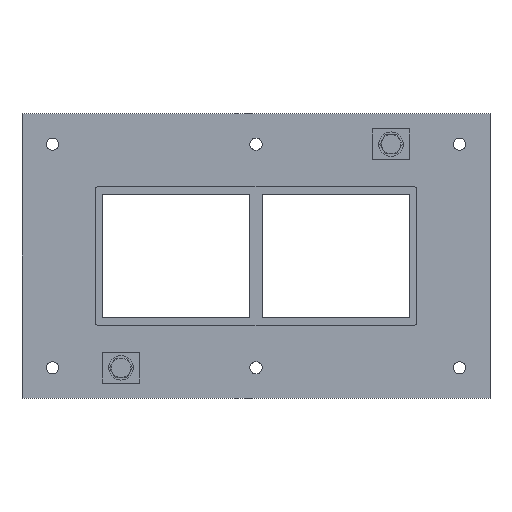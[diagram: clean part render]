
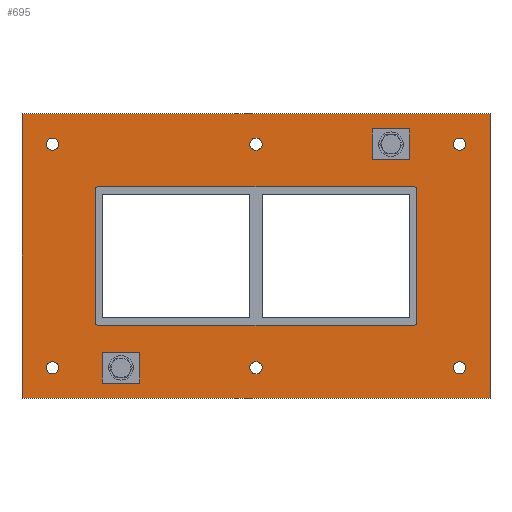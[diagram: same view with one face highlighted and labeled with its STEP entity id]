
A CAD part, front view. The second image highlights one B-rep face of the part: STEP entity #695.
In plain terms, the highlighted planar face has unit normal (0, -1, 0).
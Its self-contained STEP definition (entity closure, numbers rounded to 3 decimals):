
#84=CARTESIAN_POINT('',(-161.5,0.0,-91.5));
#85=VERTEX_POINT('',#84);
#86=CARTESIAN_POINT('',(-166.5,0.0,-91.5));
#87=DIRECTION('',(0.0,1.0,0.0));
#88=DIRECTION('',(1.0,0.0,0.0));
#89=AXIS2_PLACEMENT_3D('',#86,#87,#88);
#90=CIRCLE('',#89,5.0);
#91=EDGE_CURVE('',#85,#85,#90,.T.);
#112=CARTESIAN_POINT('',(5.,0.0,91.5));
#113=VERTEX_POINT('',#112);
#114=CARTESIAN_POINT('',(0.,0.0,91.5));
#115=DIRECTION('',(0.0,1.0,0.0));
#116=DIRECTION('',(1.0,0.0,0.0));
#117=AXIS2_PLACEMENT_3D('',#114,#115,#116);
#118=CIRCLE('',#117,5.0);
#119=EDGE_CURVE('',#113,#113,#118,.T.);
#140=CARTESIAN_POINT('',(5.,0.0,-91.5));
#141=VERTEX_POINT('',#140);
#142=CARTESIAN_POINT('',(0.,0.0,-91.5));
#143=DIRECTION('',(0.0,1.0,0.0));
#144=DIRECTION('',(1.0,0.0,0.0));
#145=AXIS2_PLACEMENT_3D('',#142,#143,#144);
#146=CIRCLE('',#145,5.0);
#147=EDGE_CURVE('',#141,#141,#146,.T.);
#168=CARTESIAN_POINT('',(171.5,0.0,-91.5));
#169=VERTEX_POINT('',#168);
#170=CARTESIAN_POINT('',(166.5,0.0,-91.5));
#171=DIRECTION('',(0.0,1.0,0.0));
#172=DIRECTION('',(1.0,0.0,0.0));
#173=AXIS2_PLACEMENT_3D('',#170,#171,#172);
#174=CIRCLE('',#173,5.0);
#175=EDGE_CURVE('',#169,#169,#174,.T.);
#196=CARTESIAN_POINT('',(-161.5,0.0,91.5));
#197=VERTEX_POINT('',#196);
#198=CARTESIAN_POINT('',(-166.5,0.0,91.5));
#199=DIRECTION('',(0.0,1.0,0.0));
#200=DIRECTION('',(1.0,0.0,0.0));
#201=AXIS2_PLACEMENT_3D('',#198,#199,#200);
#202=CIRCLE('',#201,5.0);
#203=EDGE_CURVE('',#197,#197,#202,.T.);
#224=CARTESIAN_POINT('',(171.5,0.0,91.5));
#225=VERTEX_POINT('',#224);
#226=CARTESIAN_POINT('',(166.5,0.0,91.5));
#227=DIRECTION('',(0.0,1.0,0.0));
#228=DIRECTION('',(1.0,0.0,0.0));
#229=AXIS2_PLACEMENT_3D('',#226,#227,#228);
#230=CIRCLE('',#229,5.0);
#231=EDGE_CURVE('',#225,#225,#230,.T.);
#568=CARTESIAN_POINT('',(0.,0.0,0.));
#569=DIRECTION('',(0.0,1.0,0.0));
#570=DIRECTION('',(0.0,0.0,1.0));
#571=AXIS2_PLACEMENT_3D('',#568,#569,#570);
#572=PLANE('',#571);
#573=CARTESIAN_POINT('',(-191.5,0.0,116.5));
#574=VERTEX_POINT('',#573);
#575=CARTESIAN_POINT('',(191.5,0.0,116.5));
#576=VERTEX_POINT('',#575);
#577=CARTESIAN_POINT('',(-191.5,0.0,116.5));
#578=DIRECTION('',(1.0,0.0,0.0));
#579=VECTOR('',#578,383.0);
#580=LINE('',#577,#579);
#581=EDGE_CURVE('',#574,#576,#580,.T.);
#582=ORIENTED_EDGE('',*,*,#581,.F.);
#583=CARTESIAN_POINT('',(-191.5,0.0,-116.5));
#584=VERTEX_POINT('',#583);
#585=CARTESIAN_POINT('',(-191.5,0.0,-116.5));
#586=DIRECTION('',(0.0,0.0,1.0));
#587=VECTOR('',#586,233.);
#588=LINE('',#585,#587);
#589=EDGE_CURVE('',#584,#574,#588,.T.);
#590=ORIENTED_EDGE('',*,*,#589,.F.);
#591=CARTESIAN_POINT('',(191.5,0.0,-116.5));
#592=VERTEX_POINT('',#591);
#593=CARTESIAN_POINT('',(191.5,0.0,-116.5));
#594=DIRECTION('',(-1.0,0.0,0.0));
#595=VECTOR('',#594,383.0);
#596=LINE('',#593,#595);
#597=EDGE_CURVE('',#592,#584,#596,.T.);
#598=ORIENTED_EDGE('',*,*,#597,.F.);
#599=CARTESIAN_POINT('',(191.5,0.0,116.5));
#600=DIRECTION('',(0.0,0.0,-1.0));
#601=VECTOR('',#600,233.);
#602=LINE('',#599,#601);
#603=EDGE_CURVE('',#576,#592,#602,.T.);
#604=ORIENTED_EDGE('',*,*,#603,.F.);
#605=EDGE_LOOP('',(#582,#590,#598,#604));
#606=FACE_OUTER_BOUND('',#605,.T.);
#607=ORIENTED_EDGE('',*,*,#91,.T.);
#608=EDGE_LOOP('',(#607));
#609=FACE_BOUND('',#608,.T.);
#610=ORIENTED_EDGE('',*,*,#119,.T.);
#611=EDGE_LOOP('',(#610));
#612=FACE_BOUND('',#611,.T.);
#613=ORIENTED_EDGE('',*,*,#147,.T.);
#614=EDGE_LOOP('',(#613));
#615=FACE_BOUND('',#614,.T.);
#616=ORIENTED_EDGE('',*,*,#175,.T.);
#617=EDGE_LOOP('',(#616));
#618=FACE_BOUND('',#617,.T.);
#619=ORIENTED_EDGE('',*,*,#203,.T.);
#620=EDGE_LOOP('',(#619));
#621=FACE_BOUND('',#620,.T.);
#622=ORIENTED_EDGE('',*,*,#231,.T.);
#623=EDGE_LOOP('',(#622));
#624=FACE_BOUND('',#623,.T.);
#625=CARTESIAN_POINT('',(-129.5,0.0,56.5));
#626=VERTEX_POINT('',#625);
#627=CARTESIAN_POINT('',(-131.5,0.0,54.5));
#628=VERTEX_POINT('',#627);
#629=CARTESIAN_POINT('',(-129.5,0.0,54.5));
#630=DIRECTION('',(0.0,-1.0,0.0));
#631=DIRECTION('',(-0.707,0.0,0.707));
#632=AXIS2_PLACEMENT_3D('',#629,#630,#631);
#633=CIRCLE('',#632,2.0);
#634=EDGE_CURVE('',#626,#628,#633,.T.);
#635=ORIENTED_EDGE('',*,*,#634,.F.);
#636=CARTESIAN_POINT('',(129.5,0.0,56.5));
#637=VERTEX_POINT('',#636);
#638=CARTESIAN_POINT('',(129.5,0.0,56.5));
#639=DIRECTION('',(-1.0,0.0,0.0));
#640=VECTOR('',#639,259.);
#641=LINE('',#638,#640);
#642=EDGE_CURVE('',#637,#626,#641,.T.);
#643=ORIENTED_EDGE('',*,*,#642,.F.);
#644=CARTESIAN_POINT('',(131.5,0.0,54.5));
#645=VERTEX_POINT('',#644);
#646=CARTESIAN_POINT('',(129.5,0.0,54.5));
#647=DIRECTION('',(0.0,-1.0,0.0));
#648=DIRECTION('',(0.707,0.0,0.707));
#649=AXIS2_PLACEMENT_3D('',#646,#647,#648);
#650=CIRCLE('',#649,2.0);
#651=EDGE_CURVE('',#645,#637,#650,.T.);
#652=ORIENTED_EDGE('',*,*,#651,.F.);
#653=CARTESIAN_POINT('',(131.5,0.0,-54.5));
#654=VERTEX_POINT('',#653);
#655=CARTESIAN_POINT('',(131.5,0.0,-54.5));
#656=DIRECTION('',(0.0,0.0,1.0));
#657=VECTOR('',#656,109.);
#658=LINE('',#655,#657);
#659=EDGE_CURVE('',#654,#645,#658,.T.);
#660=ORIENTED_EDGE('',*,*,#659,.F.);
#661=CARTESIAN_POINT('',(129.5,0.0,-56.5));
#662=VERTEX_POINT('',#661);
#663=CARTESIAN_POINT('',(129.5,0.0,-54.5));
#664=DIRECTION('',(0.0,-1.0,0.0));
#665=DIRECTION('',(0.707,0.0,-0.707));
#666=AXIS2_PLACEMENT_3D('',#663,#664,#665);
#667=CIRCLE('',#666,2.0);
#668=EDGE_CURVE('',#662,#654,#667,.T.);
#669=ORIENTED_EDGE('',*,*,#668,.F.);
#670=CARTESIAN_POINT('',(-129.5,0.0,-56.5));
#671=VERTEX_POINT('',#670);
#672=CARTESIAN_POINT('',(-129.5,0.0,-56.5));
#673=DIRECTION('',(1.0,0.0,0.0));
#674=VECTOR('',#673,259.0);
#675=LINE('',#672,#674);
#676=EDGE_CURVE('',#671,#662,#675,.T.);
#677=ORIENTED_EDGE('',*,*,#676,.F.);
#678=CARTESIAN_POINT('',(-131.5,0.0,-54.5));
#679=VERTEX_POINT('',#678);
#680=CARTESIAN_POINT('',(-129.5,0.0,-54.5));
#681=DIRECTION('',(0.0,-1.0,0.0));
#682=DIRECTION('',(-0.707,0.0,-0.707));
#683=AXIS2_PLACEMENT_3D('',#680,#681,#682);
#684=CIRCLE('',#683,2.0);
#685=EDGE_CURVE('',#679,#671,#684,.T.);
#686=ORIENTED_EDGE('',*,*,#685,.F.);
#687=CARTESIAN_POINT('',(-131.5,0.0,54.5));
#688=DIRECTION('',(0.0,0.0,-1.0));
#689=VECTOR('',#688,109.);
#690=LINE('',#687,#689);
#691=EDGE_CURVE('',#628,#679,#690,.T.);
#692=ORIENTED_EDGE('',*,*,#691,.F.);
#693=EDGE_LOOP('',(#635,#643,#652,#660,#669,#677,#686,#692));
#694=FACE_BOUND('',#693,.T.);
#695=ADVANCED_FACE('',(#606,#609,#612,#615,#618,#621,#624,#694),#572,.F.);
